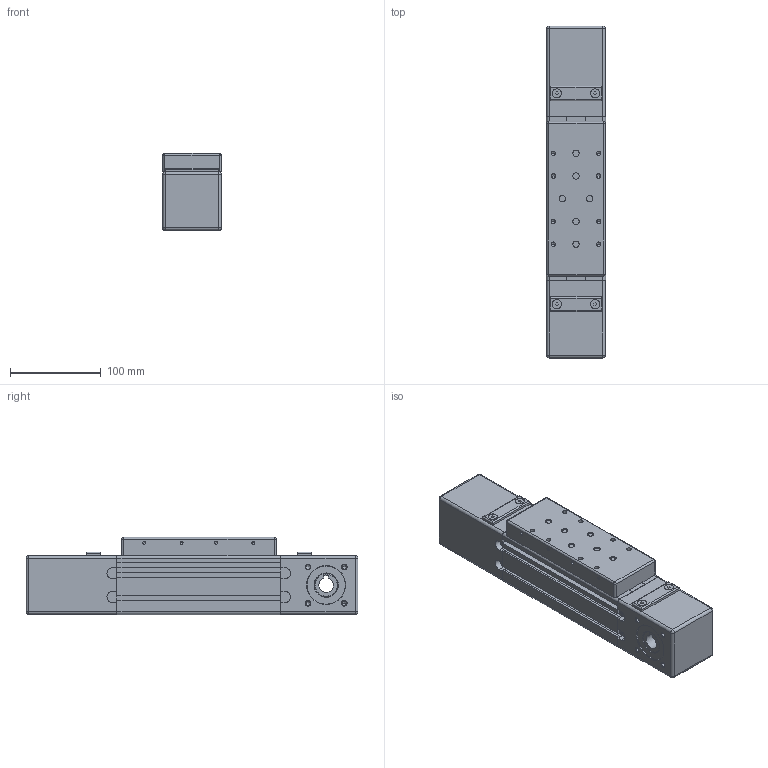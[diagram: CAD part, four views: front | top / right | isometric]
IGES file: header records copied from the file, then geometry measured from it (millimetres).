
Global section: file name: No Iges File Name specified; native system: Autodesk Inventor 2011; preprocessor: AutoDesk Inventor Iges Exporter R2011; author: Matej; date: 20110523.110631; units: millimetre
Bounding box: 65 x 365 x 85 mm (x, y, z)
Volume: 1570573.5 mm3; surface area: 220323.7 mm2
Topology: 4 solids, 9 shells, 846 faces, 2120 edges, 1276 vertices
Faces by surface type: plane 423, revolution 216, bspline 112, cylinder 59, cone 16, sphere 12, torus 8
